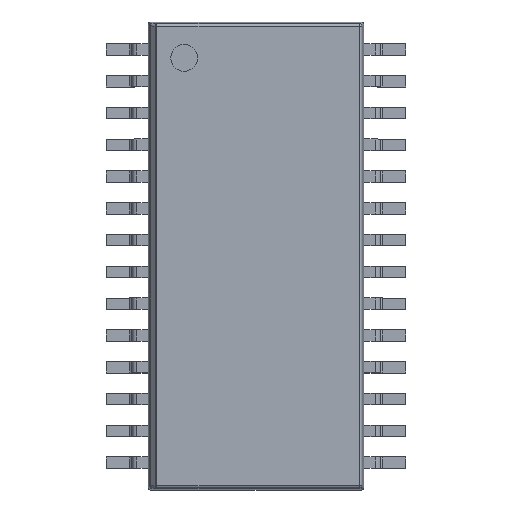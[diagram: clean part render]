
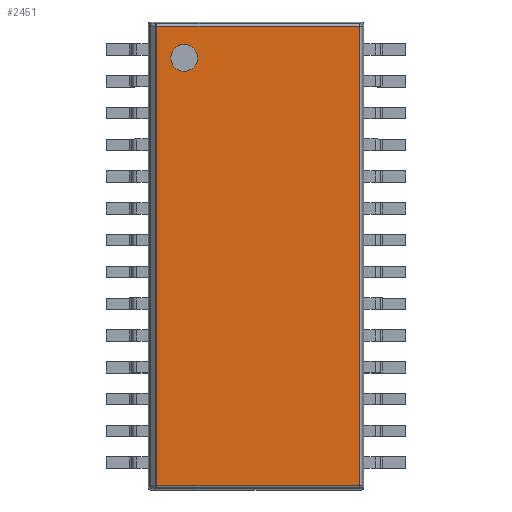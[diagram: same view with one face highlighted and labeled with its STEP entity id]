
A CAD part, top view. The second image highlights one B-rep face of the part: STEP entity #2451.
In plain terms, the highlighted planar face has unit normal (0, 0, 1).
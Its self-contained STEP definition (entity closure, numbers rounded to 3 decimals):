
#2274 = VERTEX_POINT('',#2275);
#2275 = CARTESIAN_POINT('',(0.341,18.526,2.79));
#2282 = EDGE_CURVE('',#2274,#2283,#2285,.T.);
#2283 = VERTEX_POINT('',#2284);
#2284 = CARTESIAN_POINT('',(8.426,18.526,2.79));
#2285 = LINE('',#2286,#2287);
#2286 = CARTESIAN_POINT('',(0.3,18.526,2.79));
#2287 = VECTOR('',#2288,1.);
#2288 = DIRECTION('',(1.,0.,0.));
#2349 = VERTEX_POINT('',#2350);
#2350 = CARTESIAN_POINT('',(8.426,0.174,2.79));
#2357 = EDGE_CURVE('',#2358,#2349,#2360,.T.);
#2358 = VERTEX_POINT('',#2359);
#2359 = CARTESIAN_POINT('',(0.341,0.174,2.79));
#2360 = LINE('',#2361,#2362);
#2361 = CARTESIAN_POINT('',(0.3,0.174,2.79));
#2362 = VECTOR('',#2363,1.);
#2363 = DIRECTION('',(1.,-0.,0.));
#2388 = EDGE_CURVE('',#2358,#2274,#2389,.T.);
#2389 = LINE('',#2390,#2391);
#2390 = CARTESIAN_POINT('',(0.341,0.084,2.79));
#2391 = VECTOR('',#2392,1.);
#2392 = DIRECTION('',(0.,1.,0.));
#2451 = ADVANCED_FACE('',(#2452,#2463),#2474,.T.);
#2452 = FACE_BOUND('',#2453,.T.);
#2453 = EDGE_LOOP('',(#2454,#2455,#2456,#2457));
#2454 = ORIENTED_EDGE('',*,*,#2282,.F.);
#2455 = ORIENTED_EDGE('',*,*,#2388,.F.);
#2456 = ORIENTED_EDGE('',*,*,#2357,.T.);
#2457 = ORIENTED_EDGE('',*,*,#2458,.T.);
#2458 = EDGE_CURVE('',#2349,#2283,#2459,.T.);
#2459 = LINE('',#2460,#2461);
#2460 = CARTESIAN_POINT('',(8.426,0.084,2.79));
#2461 = VECTOR('',#2462,1.);
#2462 = DIRECTION('',(0.,1.,-0.));
#2463 = FACE_BOUND('',#2464,.T.);
#2464 = EDGE_LOOP('',(#2465));
#2465 = ORIENTED_EDGE('',*,*,#2466,.F.);
#2466 = EDGE_CURVE('',#2467,#2467,#2469,.T.);
#2467 = VERTEX_POINT('',#2468);
#2468 = CARTESIAN_POINT('',(1.971,17.267,2.79));
#2469 = CIRCLE('',#2470,0.538);
#2470 = AXIS2_PLACEMENT_3D('',#2471,#2472,#2473);
#2471 = CARTESIAN_POINT('',(1.433,17.267,2.79));
#2472 = DIRECTION('',(0.,0.,1.));
#2473 = DIRECTION('',(1.,0.,-0.));
#2474 = PLANE('',#2475);
#2475 = AXIS2_PLACEMENT_3D('',#2476,#2477,#2478);
#2476 = CARTESIAN_POINT('',(0.,0.,2.79));
#2477 = DIRECTION('',(0.,0.,1.));
#2478 = DIRECTION('',(1.,0.,-0.));
